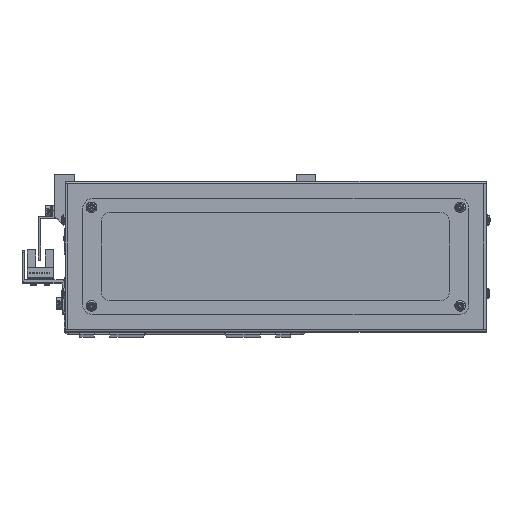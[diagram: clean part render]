
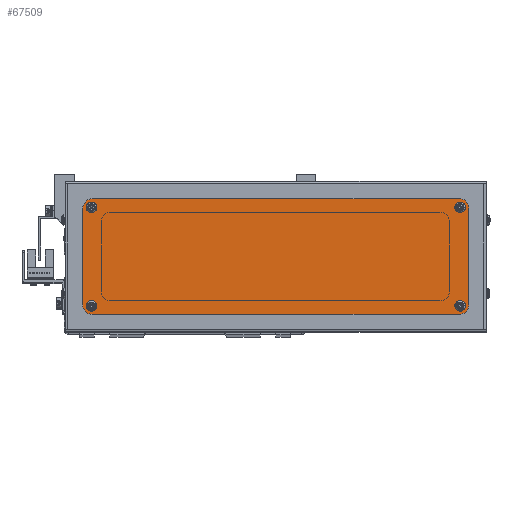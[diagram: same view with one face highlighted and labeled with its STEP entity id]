
A CAD part, top view. The second image highlights one B-rep face of the part: STEP entity #67509.
In plain terms, the highlighted planar face has unit normal (0, 0, 1).
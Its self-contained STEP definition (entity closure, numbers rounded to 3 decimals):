
#17 = CARTESIAN_POINT ( 'NONE',  ( -95., 30., 2. ) ) ;
#94 = DIRECTION ( 'NONE',  ( 1., 0., 0. ) ) ;
#178 = CIRCLE ( 'NONE', #72325, 1.7 ) ;
#511 = VERTEX_POINT ( 'NONE', #28379 ) ;
#1467 = ORIENTED_EDGE ( 'NONE', *, *, #53614, .F. ) ;
#1789 = CARTESIAN_POINT ( 'NONE',  ( 97.2, 25.5, 2. ) ) ;
#2151 = DIRECTION ( 'NONE',  ( 1., 0., 0. ) ) ;
#2424 = AXIS2_PLACEMENT_3D ( 'NONE', #60384, #31589, #71932 ) ;
#3031 = VERTEX_POINT ( 'NONE', #62557 ) ;
#3480 = CARTESIAN_POINT ( 'NONE',  ( 95.5, -25.5, 2. ) ) ;
#4219 = CARTESIAN_POINT ( 'NONE',  ( 95.5, 25.5, 2. ) ) ;
#4254 = CARTESIAN_POINT ( 'NONE',  ( -93.8, 25.5, 2. ) ) ;
#5044 = ORIENTED_EDGE ( 'NONE', *, *, #41506, .T. ) ;
#5144 = CARTESIAN_POINT ( 'NONE',  ( 95.5, -25.5, 2. ) ) ;
#6053 = DIRECTION ( 'NONE',  ( 0., 1., 0. ) ) ;
#6162 = EDGE_CURVE ( 'NONE', #12527, #18442, #37499, .T. ) ;
#6555 = VERTEX_POINT ( 'NONE', #56331 ) ;
#7763 = AXIS2_PLACEMENT_3D ( 'NONE', #45740, #11192, #51545 ) ;
#7790 = CARTESIAN_POINT ( 'NONE',  ( 100., 25., 2. ) ) ;
#7793 = CARTESIAN_POINT ( 'NONE',  ( 95., -30., 2. ) ) ;
#9159 = ORIENTED_EDGE ( 'NONE', *, *, #25763, .T. ) ;
#9290 = DIRECTION ( 'NONE',  ( 1., 0., 0. ) ) ;
#9994 = DIRECTION ( 'NONE',  ( 1., 0., 0. ) ) ;
#10285 = CARTESIAN_POINT ( 'NONE',  ( -95.5, -25.5, 2. ) ) ;
#10924 = DIRECTION ( 'NONE',  ( 1., 0., 0. ) ) ;
#10994 = VERTEX_POINT ( 'NONE', #4254 ) ;
#11081 = FACE_OUTER_BOUND ( 'NONE', #57696, .T. ) ;
#11192 = DIRECTION ( 'NONE',  ( 0., 0., 1. ) ) ;
#11991 = DIRECTION ( 'NONE',  ( 0., 0., 1. ) ) ;
#12289 = CARTESIAN_POINT ( 'NONE',  ( -100., -25., 2. ) ) ;
#12343 = CARTESIAN_POINT ( 'NONE',  ( -95., -25., 2. ) ) ;
#12527 = VERTEX_POINT ( 'NONE', #7790 ) ;
#12670 = EDGE_LOOP ( 'NONE', ( #14352, #50740 ) ) ;
#13787 = CIRCLE ( 'NONE', #7763, 1.7 ) ;
#14352 = ORIENTED_EDGE ( 'NONE', *, *, #64900, .F. ) ;
#16066 = DIRECTION ( 'NONE',  ( 1., 0., 0. ) ) ;
#16462 = VECTOR ( 'NONE', #53039, 1000. ) ;
#16530 = CIRCLE ( 'NONE', #46439, 5. ) ;
#17183 = VERTEX_POINT ( 'NONE', #30687 ) ;
#17249 = EDGE_LOOP ( 'NONE', ( #64166, #67711 ) ) ;
#17404 = VERTEX_POINT ( 'NONE', #61740 ) ;
#17849 = CIRCLE ( 'NONE', #22401, 1.7 ) ;
#18097 = DIRECTION ( 'NONE',  ( 0., -1., 0. ) ) ;
#18161 = DIRECTION ( 'NONE',  ( 1., 0., 0. ) ) ;
#18442 = VERTEX_POINT ( 'NONE', #48028 ) ;
#18697 = EDGE_LOOP ( 'NONE', ( #1467, #53581 ) ) ;
#19448 = LINE ( 'NONE', #40570, #50134 ) ;
#21723 = ORIENTED_EDGE ( 'NONE', *, *, #6162, .T. ) ;
#22116 = CIRCLE ( 'NONE', #36549, 5. ) ;
#22401 = AXIS2_PLACEMENT_3D ( 'NONE', #34009, #74369, #39857 ) ;
#23819 = EDGE_CURVE ( 'NONE', #66053, #12527, #19448, .T. ) ;
#24580 = FACE_BOUND ( 'NONE', #17249, .T. ) ;
#24639 = VERTEX_POINT ( 'NONE', #65160 ) ;
#25763 = EDGE_CURVE ( 'NONE', #17404, #3031, #45458, .T. ) ;
#27074 = EDGE_CURVE ( 'NONE', #36319, #48188, #61695, .T. ) ;
#27836 = DIRECTION ( 'NONE',  ( 0., 0., 1. ) ) ;
#28149 = FACE_BOUND ( 'NONE', #72090, .T. ) ;
#28379 = CARTESIAN_POINT ( 'NONE',  ( -100., 25., 2. ) ) ;
#29559 = ORIENTED_EDGE ( 'NONE', *, *, #27074, .F. ) ;
#29667 = DIRECTION ( 'NONE',  ( 0., 0., 1. ) ) ;
#29743 = CARTESIAN_POINT ( 'NONE',  ( -95., 30., 2. ) ) ;
#30041 = CIRCLE ( 'NONE', #51302, 1.7 ) ;
#30147 = ORIENTED_EDGE ( 'NONE', *, *, #67413, .T. ) ;
#30687 = CARTESIAN_POINT ( 'NONE',  ( -93.8, -25.5, 2. ) ) ;
#31589 = DIRECTION ( 'NONE',  ( 0., 0., 1. ) ) ;
#32109 = AXIS2_PLACEMENT_3D ( 'NONE', #12343, #52732, #18161 ) ;
#32676 = CIRCLE ( 'NONE', #70995, 1.7 ) ;
#33835 = CIRCLE ( 'NONE', #32109, 5. ) ;
#34009 = CARTESIAN_POINT ( 'NONE',  ( -95.5, 25.5, 2. ) ) ;
#34609 = DIRECTION ( 'NONE',  ( 0., 0., 1. ) ) ;
#36040 = EDGE_CURVE ( 'NONE', #51560, #6555, #32676, .T. ) ;
#36047 = EDGE_CURVE ( 'NONE', #48188, #36319, #13787, .T. ) ;
#36248 = EDGE_CURVE ( 'NONE', #18442, #70177, #48953, .T. ) ;
#36319 = VERTEX_POINT ( 'NONE', #1789 ) ;
#36549 = AXIS2_PLACEMENT_3D ( 'NONE', #64291, #29667, #70047 ) ;
#36657 = DIRECTION ( 'NONE',  ( 0., 0., 1. ) ) ;
#37499 = CIRCLE ( 'NONE', #68406, 5. ) ;
#38214 = AXIS2_PLACEMENT_3D ( 'NONE', #4219, #44552, #9994 ) ;
#38526 = AXIS2_PLACEMENT_3D ( 'NONE', #10285, #50634, #16066 ) ;
#39857 = DIRECTION ( 'NONE',  ( 1., 0., 0. ) ) ;
#39931 = FACE_BOUND ( 'NONE', #12670, .T. ) ;
#40570 = CARTESIAN_POINT ( 'NONE',  ( 100., 25., 2. ) ) ;
#41506 = EDGE_CURVE ( 'NONE', #3031, #66053, #22116, .T. ) ;
#43389 = VECTOR ( 'NONE', #18097, 1000. ) ;
#43812 = DIRECTION ( 'NONE',  ( 0., 0., 1. ) ) ;
#44275 = ORIENTED_EDGE ( 'NONE', *, *, #62826, .T. ) ;
#44552 = DIRECTION ( 'NONE',  ( 0., 0., 1. ) ) ;
#44813 = CARTESIAN_POINT ( 'NONE',  ( -100., -25., 2. ) ) ;
#45458 = LINE ( 'NONE', #7793, #74255 ) ;
#45501 = DIRECTION ( 'NONE',  ( 0., 0., 1. ) ) ;
#45740 = CARTESIAN_POINT ( 'NONE',  ( 95.5, 25.5, 2. ) ) ;
#46304 = CARTESIAN_POINT ( 'NONE',  ( 93.8, 25.5, 2. ) ) ;
#46420 = ORIENTED_EDGE ( 'NONE', *, *, #36248, .T. ) ;
#46439 = AXIS2_PLACEMENT_3D ( 'NONE', #71195, #36657, #2151 ) ;
#46548 = CARTESIAN_POINT ( 'NONE',  ( 95., 25., 2. ) ) ;
#48028 = CARTESIAN_POINT ( 'NONE',  ( 95., 30., 2. ) ) ;
#48188 = VERTEX_POINT ( 'NONE', #46304 ) ;
#48804 = PLANE ( 'NONE',  #2424 ) ;
#48953 = LINE ( 'NONE', #29743, #16462 ) ;
#49158 = EDGE_CURVE ( 'NONE', #17183, #56635, #64659, .T. ) ;
#50134 = VECTOR ( 'NONE', #6053, 1000. ) ;
#50634 = DIRECTION ( 'NONE',  ( 0., 0., 1. ) ) ;
#50740 = ORIENTED_EDGE ( 'NONE', *, *, #36040, .F. ) ;
#51302 = AXIS2_PLACEMENT_3D ( 'NONE', #69148, #34609, #94 ) ;
#51545 = DIRECTION ( 'NONE',  ( 1., 0., 0. ) ) ;
#51560 = VERTEX_POINT ( 'NONE', #54404 ) ;
#52344 = DIRECTION ( 'NONE',  ( 1., 0., 0. ) ) ;
#52732 = DIRECTION ( 'NONE',  ( 0., 0., 1. ) ) ;
#53039 = DIRECTION ( 'NONE',  ( -1., 0., 0. ) ) ;
#53581 = ORIENTED_EDGE ( 'NONE', *, *, #70652, .F. ) ;
#53614 = EDGE_CURVE ( 'NONE', #24639, #10994, #30041, .T. ) ;
#54404 = CARTESIAN_POINT ( 'NONE',  ( 97.2, -25.5, 2. ) ) ;
#55109 = EDGE_CURVE ( 'NONE', #511, #65012, #60554, .T. ) ;
#55319 = FACE_BOUND ( 'NONE', #18697, .T. ) ;
#56331 = CARTESIAN_POINT ( 'NONE',  ( 93.8, -25.5, 2. ) ) ;
#56439 = ORIENTED_EDGE ( 'NONE', *, *, #55109, .T. ) ;
#56635 = VERTEX_POINT ( 'NONE', #73271 ) ;
#56792 = AXIS2_PLACEMENT_3D ( 'NONE', #62482, #27836, #68230 ) ;
#57696 = EDGE_LOOP ( 'NONE', ( #44275, #9159, #5044, #72584, #21723, #46420, #30147, #56439 ) ) ;
#60384 = CARTESIAN_POINT ( 'NONE',  ( -95., -25., 2. ) ) ;
#60554 = LINE ( 'NONE', #12289, #43389 ) ;
#61695 = CIRCLE ( 'NONE', #38214, 1.7 ) ;
#61740 = CARTESIAN_POINT ( 'NONE',  ( -95., -30., 2. ) ) ;
#62482 = CARTESIAN_POINT ( 'NONE',  ( -95.5, -25.5, 2. ) ) ;
#62557 = CARTESIAN_POINT ( 'NONE',  ( 95., -30., 2. ) ) ;
#62826 = EDGE_CURVE ( 'NONE', #65012, #17404, #33835, .T. ) ;
#63633 = CARTESIAN_POINT ( 'NONE',  ( 100., -25., 2. ) ) ;
#64166 = ORIENTED_EDGE ( 'NONE', *, *, #65246, .F. ) ;
#64291 = CARTESIAN_POINT ( 'NONE',  ( 95., -25., 2. ) ) ;
#64659 = CIRCLE ( 'NONE', #56792, 1.7 ) ;
#64900 = EDGE_CURVE ( 'NONE', #6555, #51560, #178, .T. ) ;
#65012 = VERTEX_POINT ( 'NONE', #44813 ) ;
#65160 = CARTESIAN_POINT ( 'NONE',  ( -97.2, 25.5, 2. ) ) ;
#65246 = EDGE_CURVE ( 'NONE', #56635, #17183, #68655, .T. ) ;
#66053 = VERTEX_POINT ( 'NONE', #63633 ) ;
#67413 = EDGE_CURVE ( 'NONE', #70177, #511, #16530, .T. ) ;
#67509 = ADVANCED_FACE ( 'NONE', ( #39931, #28149, #11081, #55319, #24580 ), #48804, .T. ) ;
#67711 = ORIENTED_EDGE ( 'NONE', *, *, #49158, .F. ) ;
#68230 = DIRECTION ( 'NONE',  ( 1., 0., 0. ) ) ;
#68406 = AXIS2_PLACEMENT_3D ( 'NONE', #46548, #11991, #52344 ) ;
#68655 = CIRCLE ( 'NONE', #38526, 1.7 ) ;
#69148 = CARTESIAN_POINT ( 'NONE',  ( -95.5, 25.5, 2. ) ) ;
#70047 = DIRECTION ( 'NONE',  ( 1., 0., 0. ) ) ;
#70177 = VERTEX_POINT ( 'NONE', #17 ) ;
#70652 = EDGE_CURVE ( 'NONE', #10994, #24639, #17849, .T. ) ;
#70995 = AXIS2_PLACEMENT_3D ( 'NONE', #5144, #45501, #10924 ) ;
#71017 = DIRECTION ( 'NONE',  ( 1., 0., 0. ) ) ;
#71195 = CARTESIAN_POINT ( 'NONE',  ( -95., 25., 2. ) ) ;
#71396 = ORIENTED_EDGE ( 'NONE', *, *, #36047, .F. ) ;
#71932 = DIRECTION ( 'NONE',  ( 1., 0., 0. ) ) ;
#72090 = EDGE_LOOP ( 'NONE', ( #71396, #29559 ) ) ;
#72325 = AXIS2_PLACEMENT_3D ( 'NONE', #3480, #43812, #9290 ) ;
#72584 = ORIENTED_EDGE ( 'NONE', *, *, #23819, .T. ) ;
#73271 = CARTESIAN_POINT ( 'NONE',  ( -97.2, -25.5, 2. ) ) ;
#74255 = VECTOR ( 'NONE', #71017, 1000. ) ;
#74369 = DIRECTION ( 'NONE',  ( 0., 0., 1. ) ) ;
